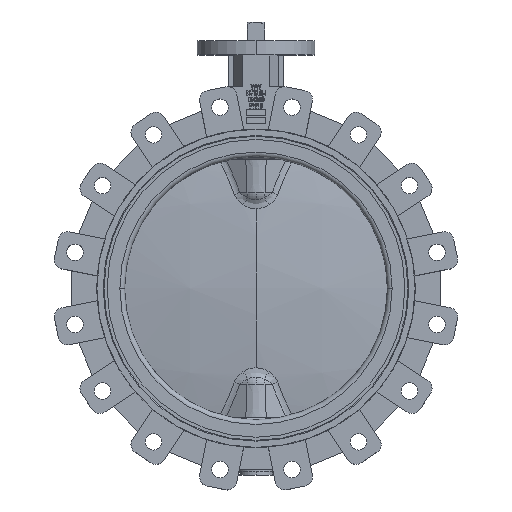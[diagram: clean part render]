
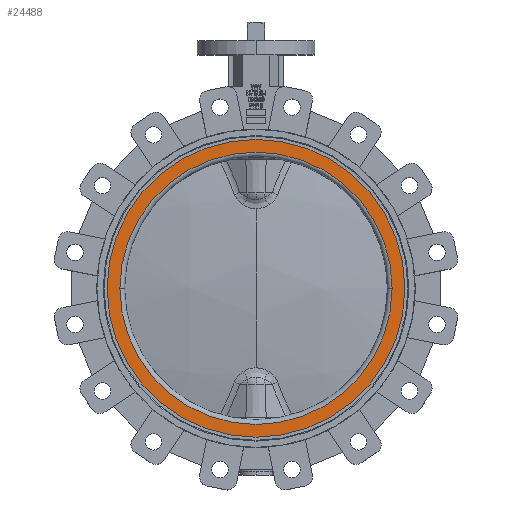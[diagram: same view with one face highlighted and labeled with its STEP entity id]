
A CAD part, top view. The second image highlights one B-rep face of the part: STEP entity #24488.
In plain terms, the highlighted planar face has unit normal (0, 0, 1).
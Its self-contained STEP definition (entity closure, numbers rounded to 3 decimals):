
#936 = DIRECTION ( 'NONE',  ( 1., 0., 0. ) ) ;
#1167 = EDGE_CURVE ( 'NONE', #14795, #16132, #8100, .T. ) ;
#2407 = DIRECTION ( 'NONE',  ( 1., 0., 0. ) ) ;
#3155 = CARTESIAN_POINT ( 'NONE',  ( 189.5, 0., 40. ) ) ;
#3171 = EDGE_CURVE ( 'NONE', #16132, #14795, #7052, .T. ) ;
#3349 = CARTESIAN_POINT ( 'NONE',  ( 0., 0., 40. ) ) ;
#3529 = CARTESIAN_POINT ( 'NONE',  ( 0., 0., 40. ) ) ;
#3894 = FACE_OUTER_BOUND ( 'NONE', #13524, .T. ) ;
#5303 = DIRECTION ( 'NONE',  ( 1., 0., 0. ) ) ;
#5484 = FACE_BOUND ( 'NONE', #18389, .T. ) ;
#6106 = DIRECTION ( 'NONE',  ( 1., 0., 0. ) ) ;
#7052 = CIRCLE ( 'NONE', #17695, 173.3 ) ;
#8100 = CIRCLE ( 'NONE', #27270, 173.3 ) ;
#8228 = CARTESIAN_POINT ( 'NONE',  ( -189.5, 0., 40. ) ) ;
#8833 = VERTEX_POINT ( 'NONE', #3155 ) ;
#8990 = AXIS2_PLACEMENT_3D ( 'NONE', #3529, #25818, #936 ) ;
#9320 = AXIS2_PLACEMENT_3D ( 'NONE', #9479, #27220, #29500 ) ;
#9479 = CARTESIAN_POINT ( 'NONE',  ( 0., 173.3, 40. ) ) ;
#10805 = CARTESIAN_POINT ( 'NONE',  ( 0., 0., 40. ) ) ;
#11385 = DIRECTION ( 'NONE',  ( 0., 0., 1. ) ) ;
#12281 = DIRECTION ( 'NONE',  ( 0., 0., 1. ) ) ;
#12383 = CARTESIAN_POINT ( 'NONE',  ( 0., 0., 40. ) ) ;
#12881 = EDGE_CURVE ( 'NONE', #31589, #8833, #23281, .T. ) ;
#13524 = EDGE_LOOP ( 'NONE', ( #27472, #16618 ) ) ;
#14795 = VERTEX_POINT ( 'NONE', #25881 ) ;
#16132 = VERTEX_POINT ( 'NONE', #28737 ) ;
#16618 = ORIENTED_EDGE ( 'NONE', *, *, #12881, .T. ) ;
#17018 = EDGE_CURVE ( 'NONE', #8833, #31589, #23575, .T. ) ;
#17695 = AXIS2_PLACEMENT_3D ( 'NONE', #3349, #11385, #6106 ) ;
#18389 = EDGE_LOOP ( 'NONE', ( #25567, #25392 ) ) ;
#23281 = CIRCLE ( 'NONE', #31876, 189.5 ) ;
#23575 = CIRCLE ( 'NONE', #8990, 189.5 ) ;
#24391 = PLANE ( 'NONE',  #9320 ) ;
#24488 = ADVANCED_FACE ( 'NONE', ( #5484, #3894 ), #24391, .F. ) ;
#25392 = ORIENTED_EDGE ( 'NONE', *, *, #1167, .F. ) ;
#25567 = ORIENTED_EDGE ( 'NONE', *, *, #3171, .F. ) ;
#25818 = DIRECTION ( 'NONE',  ( 0., 0., 1. ) ) ;
#25881 = CARTESIAN_POINT ( 'NONE',  ( -173.3, 0., 40. ) ) ;
#27220 = DIRECTION ( 'NONE',  ( 0., 0., -1. ) ) ;
#27270 = AXIS2_PLACEMENT_3D ( 'NONE', #10805, #30403, #5303 ) ;
#27472 = ORIENTED_EDGE ( 'NONE', *, *, #17018, .T. ) ;
#28737 = CARTESIAN_POINT ( 'NONE',  ( 173.3, 0., 40. ) ) ;
#29500 = DIRECTION ( 'NONE',  ( -1., 0., 0. ) ) ;
#30403 = DIRECTION ( 'NONE',  ( 0., 0., 1. ) ) ;
#31589 = VERTEX_POINT ( 'NONE', #8228 ) ;
#31876 = AXIS2_PLACEMENT_3D ( 'NONE', #12383, #12281, #2407 ) ;
